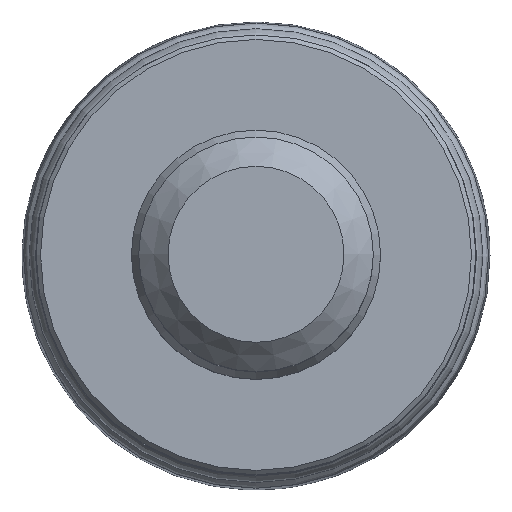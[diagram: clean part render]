
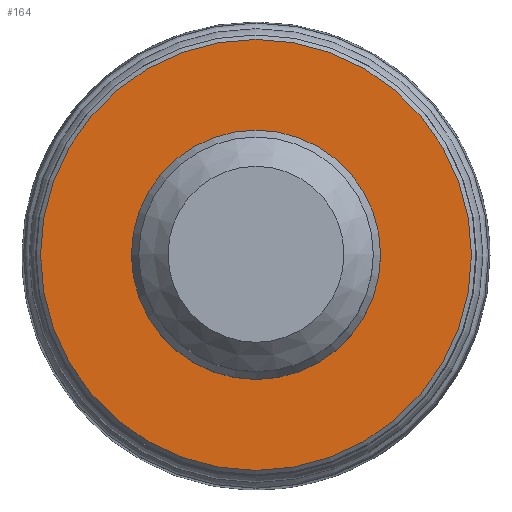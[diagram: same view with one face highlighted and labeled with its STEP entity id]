
A CAD part, top view. The second image highlights one B-rep face of the part: STEP entity #164.
In plain terms, the highlighted planar face has unit normal (0, 0, 1).
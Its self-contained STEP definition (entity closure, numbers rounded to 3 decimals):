
#124=PLANE('',#592);
#164=ADVANCED_FACE('',(#258,#259),#124,.F.);
#219=CIRCLE('',#590,14.7);
#220=CIRCLE('',#591,8.5);
#258=FACE_BOUND('',#312,.T.);
#259=FACE_BOUND('',#313,.T.);
#312=EDGE_LOOP('',(#374));
#313=EDGE_LOOP('',(#375));
#374=ORIENTED_EDGE('',*,*,#479,.T.);
#375=ORIENTED_EDGE('',*,*,#480,.T.);
#444=VERTEX_POINT('',#924);
#445=VERTEX_POINT('',#926);
#479=EDGE_CURVE('',#444,#444,#219,.T.);
#480=EDGE_CURVE('',#445,#445,#220,.T.);
#590=AXIS2_PLACEMENT_3D('',#923,#677,#678);
#591=AXIS2_PLACEMENT_3D('',#925,#679,#680);
#592=AXIS2_PLACEMENT_3D('',#927,#681,#682);
#677=DIRECTION('',(0.,0.,1.));
#678=DIRECTION('',(1.,0.,0.));
#679=DIRECTION('',(0.,0.,-1.));
#680=DIRECTION('',(-1.,0.,0.));
#681=DIRECTION('',(0.,0.,-1.));
#682=DIRECTION('',(-1.,0.,0.));
#923=CARTESIAN_POINT('',(0.,0.,0.));
#924=CARTESIAN_POINT('',(14.7,0.,0.));
#925=CARTESIAN_POINT('',(0.,0.,0.));
#926=CARTESIAN_POINT('',(-8.5,0.,0.));
#927=CARTESIAN_POINT('',(14.7,0.,0.));
